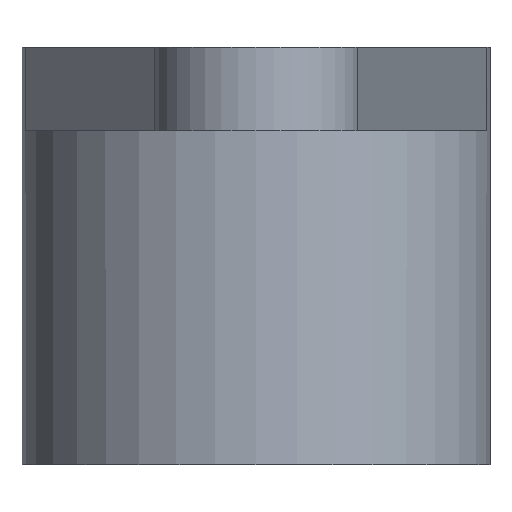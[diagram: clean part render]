
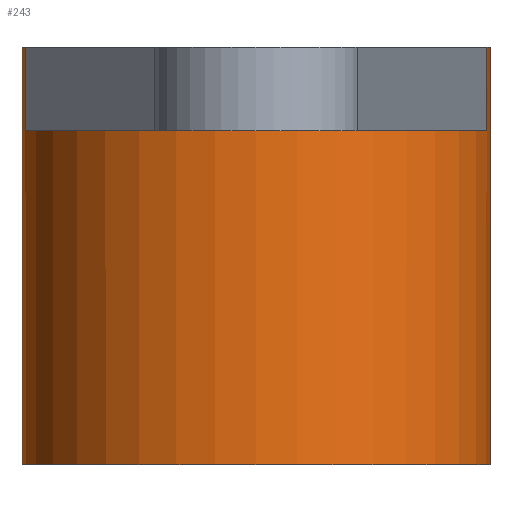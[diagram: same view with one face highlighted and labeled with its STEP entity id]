
A CAD part, front view. The second image highlights one B-rep face of the part: STEP entity #243.
In plain terms, the highlighted cylindrical face has radius 14 mm (diameter 28 mm), a full revolution.
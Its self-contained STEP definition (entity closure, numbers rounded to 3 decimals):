
#26=LINE('',#410,#40);
#28=LINE('',#415,#42);
#34=LINE('',#441,#48);
#40=VECTOR('',#334,10.);
#42=VECTOR('',#338,10.);
#48=VECTOR('',#372,14.);
#55=CYLINDRICAL_SURFACE('',#294,14.);
#70=FACE_OUTER_BOUND('',#88,.T.);
#88=EDGE_LOOP('',(#207,#208,#209,#210,#211,#212,#213,#214));
#102=CIRCLE('',#282,14.);
#103=CIRCLE('',#283,14.);
#104=CIRCLE('',#285,14.);
#109=CIRCLE('',#295,14.);
#120=VERTEX_POINT('',#406);
#121=VERTEX_POINT('',#408);
#122=VERTEX_POINT('',#412);
#123=VERTEX_POINT('',#414);
#124=VERTEX_POINT('',#418);
#129=VERTEX_POINT('',#440);
#143=EDGE_CURVE('',#120,#121,#26,.T.);
#145=EDGE_CURVE('',#122,#123,#28,.T.);
#147=EDGE_CURVE('',#123,#124,#102,.T.);
#148=EDGE_CURVE('',#124,#121,#103,.T.);
#149=EDGE_CURVE('',#120,#122,#104,.T.);
#158=EDGE_CURVE('',#124,#129,#34,.T.);
#159=EDGE_CURVE('',#129,#129,#109,.T.);
#207=ORIENTED_EDGE('',*,*,#149,.F.);
#208=ORIENTED_EDGE('',*,*,#143,.T.);
#209=ORIENTED_EDGE('',*,*,#148,.F.);
#210=ORIENTED_EDGE('',*,*,#158,.T.);
#211=ORIENTED_EDGE('',*,*,#159,.F.);
#212=ORIENTED_EDGE('',*,*,#158,.F.);
#213=ORIENTED_EDGE('',*,*,#147,.F.);
#214=ORIENTED_EDGE('',*,*,#145,.F.);
#243=ADVANCED_FACE('',(#70),#55,.T.);
#282=AXIS2_PLACEMENT_3D('',#419,#342,#343);
#283=AXIS2_PLACEMENT_3D('',#420,#344,#345);
#285=AXIS2_PLACEMENT_3D('',#422,#348,#349);
#294=AXIS2_PLACEMENT_3D('',#439,#370,#371);
#295=AXIS2_PLACEMENT_3D('',#442,#373,#374);
#334=DIRECTION('',(0.,0.,1.));
#338=DIRECTION('',(0.,0.,1.));
#342=DIRECTION('center_axis',(0.,0.,
1.));
#343=DIRECTION('ref_axis',(1.,0.,0.));
#344=DIRECTION('center_axis',(0.,0.,
1.));
#345=DIRECTION('ref_axis',(1.,0.,0.));
#348=DIRECTION('center_axis',(0.,0.,
1.));
#349=DIRECTION('ref_axis',(-1.,0.,0.));
#370=DIRECTION('center_axis',(0.,0.,1.));
#371=DIRECTION('ref_axis',(-1.,0.,0.));
#372=DIRECTION('',(0.,0.,-1.));
#373=DIRECTION('center_axis',(0.,0.,
-1.));
#374=DIRECTION('ref_axis',(-1.,0.,0.));
#406=CARTESIAN_POINT('',(-13.791,11.76,20.));
#408=CARTESIAN_POINT('',(-13.791,11.76,25.));
#410=CARTESIAN_POINT('',(-13.791,11.76,20.));
#412=CARTESIAN_POINT('',(13.791,11.76,20.));
#414=CARTESIAN_POINT('',(13.791,11.76,25.));
#415=CARTESIAN_POINT('',(13.791,11.76,20.));
#418=CARTESIAN_POINT('',(14.,14.168,25.));
#419=CARTESIAN_POINT('Origin',(0.,14.168,25.));
#420=CARTESIAN_POINT('Origin',(0.,14.168,25.));
#422=CARTESIAN_POINT('Origin',(0.,14.168,20.));
#439=CARTESIAN_POINT('Origin',(0.,14.168,0.));
#440=CARTESIAN_POINT('',(14.,14.168,0.));
#441=CARTESIAN_POINT('',(14.,14.168,0.));
#442=CARTESIAN_POINT('Origin',(0.,14.168,0.));
